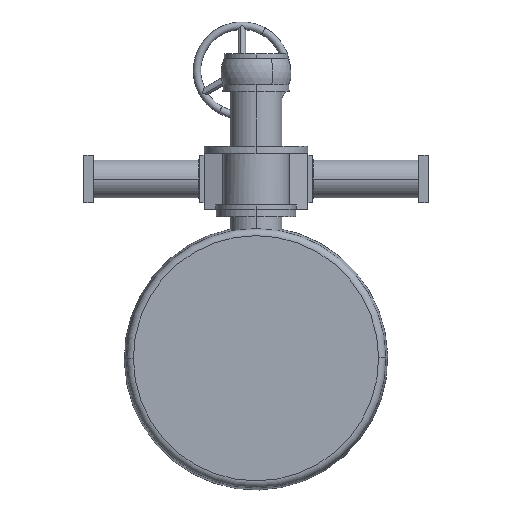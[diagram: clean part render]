
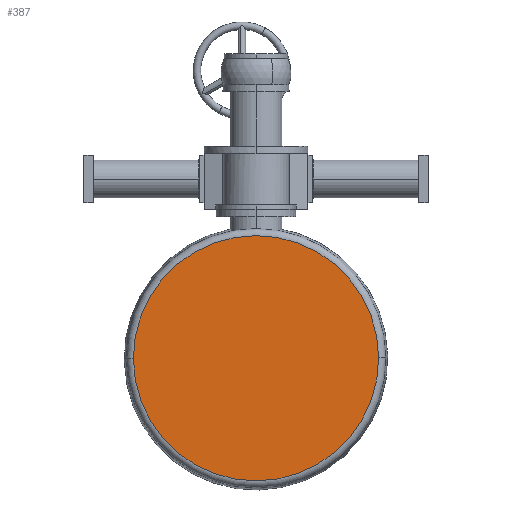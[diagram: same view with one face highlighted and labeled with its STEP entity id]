
A CAD part, left-side view. The second image highlights one B-rep face of the part: STEP entity #387.
In plain terms, the highlighted planar face has unit normal (-1, 0, 0).
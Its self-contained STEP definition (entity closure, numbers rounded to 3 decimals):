
#387=ADVANCED_FACE('PartBody',(#1039),#1040,.F.);
#1039=FACE_OUTER_BOUND('',#2017,.T.);
#1040=PLANE('',#2018);
#2017=EDGE_LOOP('',(#3040,#3041));
#2018=AXIS2_PLACEMENT_3D('',#3042,#3043,#3044);
#3040=ORIENTED_EDGE('',*,*,#5498,.F.);
#3041=ORIENTED_EDGE('',*,*,#5512,.F.);
#3042=CARTESIAN_POINT('',(-104.0,0.0,0.0));
#3043=DIRECTION('',(1.0,0.0,0.0));
#3044=DIRECTION('',(0.0,1.0,-0.0));
#5498=EDGE_CURVE('',#6508,#6510,#6511,.T.);
#5512=EDGE_CURVE('',#6510,#6508,#6531,.T.);
#6508=VERTEX_POINT('',#7976);
#6510=VERTEX_POINT('',#7978);
#6511=CIRCLE('',#7979,260.0);
#6531=CIRCLE('',#7999,260.0);
#7976=CARTESIAN_POINT('',(-104.0,259.997,-1.289));
#7978=CARTESIAN_POINT('',(-104.0,-259.997,1.289));
#7979=AXIS2_PLACEMENT_3D('',#10557,#10558,#10559);
#7999=AXIS2_PLACEMENT_3D('',#10590,#10591,#10592);
#10557=CARTESIAN_POINT('',(-104.0,0.,0.));
#10558=DIRECTION('',(1.0,0.0,0.0));
#10559=DIRECTION('',(0.0,1.0,0.0));
#10590=CARTESIAN_POINT('',(-104.0,0.,0.));
#10591=DIRECTION('',(1.0,0.0,0.0));
#10592=DIRECTION('',(0.0,1.0,0.0));
